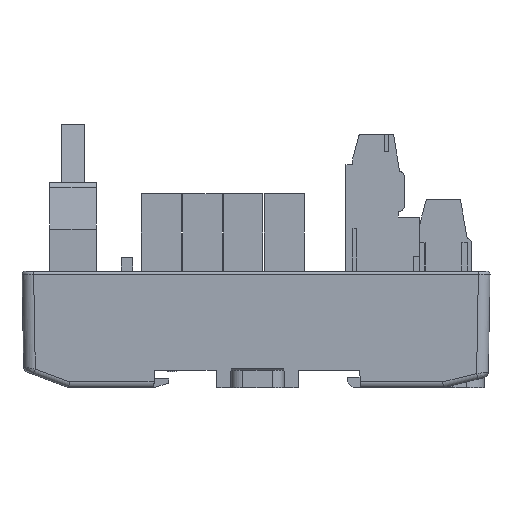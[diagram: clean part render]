
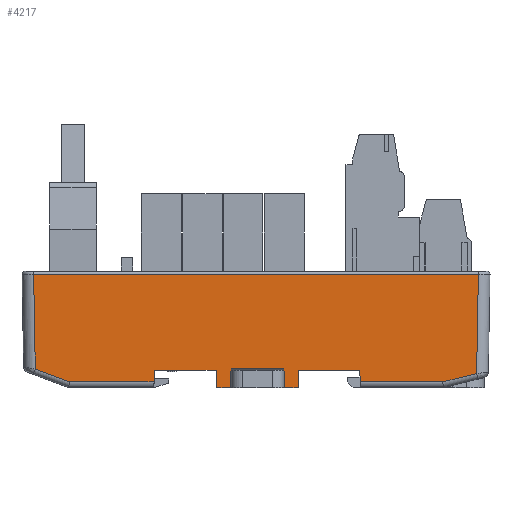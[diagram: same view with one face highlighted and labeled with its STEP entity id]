
A CAD part, front view. The second image highlights one B-rep face of the part: STEP entity #4217.
In plain terms, the highlighted planar face has unit normal (0, -1, -0.018).
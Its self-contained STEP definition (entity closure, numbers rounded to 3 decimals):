
#2466=FACE_OUTER_BOUND('',#8199,.T.);
#4217=ADVANCED_FACE('',(#2466),#6047,.T.);
#6047=PLANE('',#35856);
#8199=EDGE_LOOP('',(#10771,#10772,#10773,#10774,#10775,#10776,#10777,#10778,
#10779,#10780,#10781,#10782,#10783,#10784,#10785,#10786,#10787,#10788,#10789,
#10790));
#10771=ORIENTED_EDGE('',*,*,#23699,.T.);
#10772=ORIENTED_EDGE('',*,*,#23700,.T.);
#10773=ORIENTED_EDGE('',*,*,#23701,.T.);
#10774=ORIENTED_EDGE('',*,*,#23702,.T.);
#10775=ORIENTED_EDGE('',*,*,#23703,.T.);
#10776=ORIENTED_EDGE('',*,*,#23704,.F.);
#10777=ORIENTED_EDGE('',*,*,#23612,.F.);
#10778=ORIENTED_EDGE('',*,*,#23705,.F.);
#10779=ORIENTED_EDGE('',*,*,#23706,.F.);
#10780=ORIENTED_EDGE('',*,*,#23707,.T.);
#10781=ORIENTED_EDGE('',*,*,#23708,.T.);
#10782=ORIENTED_EDGE('',*,*,#23709,.F.);
#10783=ORIENTED_EDGE('',*,*,#23710,.T.);
#10784=ORIENTED_EDGE('',*,*,#23666,.T.);
#10785=ORIENTED_EDGE('',*,*,#23711,.F.);
#10786=ORIENTED_EDGE('',*,*,#23712,.T.);
#10787=ORIENTED_EDGE('',*,*,#23602,.F.);
#10788=ORIENTED_EDGE('',*,*,#23713,.F.);
#10789=ORIENTED_EDGE('',*,*,#23714,.T.);
#10790=ORIENTED_EDGE('',*,*,#23715,.T.);
#20318=VERTEX_POINT('',#47663);
#20319=VERTEX_POINT('',#47665);
#20328=VERTEX_POINT('',#47683);
#20329=VERTEX_POINT('',#47685);
#20377=VERTEX_POINT('',#47802);
#20378=VERTEX_POINT('',#47804);
#20403=VERTEX_POINT('',#47880);
#20404=VERTEX_POINT('',#47881);
#20405=VERTEX_POINT('',#47883);
#20406=VERTEX_POINT('',#47885);
#20407=VERTEX_POINT('',#47887);
#20408=VERTEX_POINT('',#47889);
#20409=VERTEX_POINT('',#47892);
#20410=VERTEX_POINT('',#47894);
#20411=VERTEX_POINT('',#47896);
#20412=VERTEX_POINT('',#47898);
#20413=VERTEX_POINT('',#47900);
#20414=VERTEX_POINT('',#47903);
#20415=VERTEX_POINT('',#47906);
#20416=VERTEX_POINT('',#47908);
#23602=EDGE_CURVE('',#20318,#20319,#28471,.T.);
#23612=EDGE_CURVE('',#20328,#20329,#28479,.T.);
#23666=EDGE_CURVE('',#20378,#20377,#28527,.T.);
#23699=EDGE_CURVE('',#20403,#20404,#28556,.T.);
#23700=EDGE_CURVE('',#20404,#20405,#28557,.T.);
#23701=EDGE_CURVE('',#20405,#20406,#28558,.T.);
#23702=EDGE_CURVE('',#20406,#20407,#28559,.T.);
#23703=EDGE_CURVE('',#20407,#20408,#28560,.T.);
#23704=EDGE_CURVE('',#20329,#20408,#28561,.T.);
#23705=EDGE_CURVE('',#20409,#20328,#28562,.T.);
#23706=EDGE_CURVE('',#20410,#20409,#28563,.T.);
#23707=EDGE_CURVE('',#20410,#20411,#28564,.T.);
#23708=EDGE_CURVE('',#20411,#20412,#28565,.T.);
#23709=EDGE_CURVE('',#20413,#20412,#28566,.T.);
#23710=EDGE_CURVE('',#20413,#20378,#28567,.T.);
#23711=EDGE_CURVE('',#20414,#20377,#28568,.T.);
#23712=EDGE_CURVE('',#20414,#20319,#28569,.T.);
#23713=EDGE_CURVE('',#20415,#20318,#28570,.T.);
#23714=EDGE_CURVE('',#20415,#20416,#28571,.T.);
#23715=EDGE_CURVE('',#20416,#20403,#28572,.T.);
#28471=LINE('',#47664,#32279);
#28479=LINE('',#47684,#32287);
#28527=LINE('',#47803,#32335);
#28556=LINE('',#47879,#32364);
#28557=LINE('',#47882,#32365);
#28558=LINE('',#47884,#32366);
#28559=LINE('',#47886,#32367);
#28560=LINE('',#47888,#32368);
#28561=LINE('',#47890,#32369);
#28562=LINE('',#47891,#32370);
#28563=LINE('',#47893,#32371);
#28564=LINE('',#47895,#32372);
#28565=LINE('',#47897,#32373);
#28566=LINE('',#47899,#32374);
#28567=LINE('',#47901,#32375);
#28568=LINE('',#47902,#32376);
#28569=LINE('',#47904,#32377);
#28570=LINE('',#47905,#32378);
#28571=LINE('',#47907,#32379);
#28572=LINE('',#47909,#32380);
#32279=VECTOR('',#38643,1.);
#32287=VECTOR('',#38655,1.);
#32335=VECTOR('',#38731,1.);
#32364=VECTOR('',#38772,1.);
#32365=VECTOR('',#38773,1.);
#32366=VECTOR('',#38774,1.);
#32367=VECTOR('',#38775,1.);
#32368=VECTOR('',#38776,1.);
#32369=VECTOR('',#38777,1.);
#32370=VECTOR('',#38778,1.);
#32371=VECTOR('',#38779,1.);
#32372=VECTOR('',#38780,1.);
#32373=VECTOR('',#38781,1.);
#32374=VECTOR('',#38782,1.);
#32375=VECTOR('',#38783,1.);
#32376=VECTOR('',#38784,1.);
#32377=VECTOR('',#38785,1.);
#32378=VECTOR('',#38786,1.);
#32379=VECTOR('',#38787,1.);
#32380=VECTOR('',#38788,1.);
#35856=AXIS2_PLACEMENT_3D('',#47910,#38789,#38790);
#38643=DIRECTION('',(-1.,0.,0.));
#38655=DIRECTION('',(-1.,0.,0.));
#38731=DIRECTION('',(0.035,0.017,-0.999));
#38772=DIRECTION('',(0.017,-0.017,1.));
#38773=DIRECTION('',(-1.,0.,0.));
#38774=DIRECTION('',(0.017,0.017,-1.));
#38775=DIRECTION('',(0.936,0.006,-0.351));
#38776=DIRECTION('',(1.,0.,0.));
#38777=DIRECTION('',(-0.017,0.017,-1.));
#38778=DIRECTION('',(-0.035,-0.017,0.999));
#38779=DIRECTION('',(-1.,0.,0.));
#38780=DIRECTION('',(0.035,-0.017,0.999));
#38781=DIRECTION('',(0.,-0.017,1.));
#38782=DIRECTION('',(-1.,0.,0.));
#38783=DIRECTION('',(0.,0.017,-1.));
#38784=DIRECTION('',(-1.,0.,0.));
#38785=DIRECTION('',(0.035,-0.017,0.999));
#38786=DIRECTION('',(-0.017,-0.017,1.));
#38787=DIRECTION('',(1.,0.,0.));
#38788=DIRECTION('',(0.97,-0.004,0.243));
#38789=DIRECTION('',(0.,-1.,-0.017));
#38790=DIRECTION('',(0.,-0.017,1.));
#47663=CARTESIAN_POINT('',(-140.508,316.539,-6.544));
#47664=CARTESIAN_POINT('',(-158.356,316.539,-6.544));
#47665=CARTESIAN_POINT('',(-150.994,316.539,-6.544));
#47683=CARTESIAN_POINT('',(-165.203,316.539,-6.544));
#47684=CARTESIAN_POINT('',(-158.356,316.539,-6.544));
#47685=CARTESIAN_POINT('',(-175.839,316.539,-6.544));
#47802=CARTESIAN_POINT('',(-153.444,316.591,-9.544));
#47803=CARTESIAN_POINT('',(-154.147,316.239,10.605));
#47804=CARTESIAN_POINT('',(-153.548,316.539,-6.544));
#47879=CARTESIAN_POINT('',(-120.146,316.241,10.491));
#47880=CARTESIAN_POINT('',(-120.454,316.549,-7.107));
#47881=CARTESIAN_POINT('',(-120.156,316.251,9.947));
#47882=CARTESIAN_POINT('',(-158.356,316.251,9.947));
#47883=CARTESIAN_POINT('',(-196.557,316.251,9.947));
#47884=CARTESIAN_POINT('',(-196.554,316.254,9.792));
#47885=CARTESIAN_POINT('',(-196.272,316.535,-6.354));
#47886=CARTESIAN_POINT('',(-168.561,316.717,-16.745));
#47887=CARTESIAN_POINT('',(-190.384,316.574,-8.562));
#47888=CARTESIAN_POINT('',(-158.356,316.574,-8.562));
#47889=CARTESIAN_POINT('',(-175.874,316.574,-8.562));
#47890=CARTESIAN_POINT('',(-175.537,316.237,10.758));
#47891=CARTESIAN_POINT('',(-165.788,316.246,10.199));
#47892=CARTESIAN_POINT('',(-165.098,316.591,-9.544));
#47893=CARTESIAN_POINT('',(-158.098,316.591,-9.544));
#47894=CARTESIAN_POINT('',(-162.753,316.591,-9.544));
#47895=CARTESIAN_POINT('',(-162.05,316.24,10.587));
#47896=CARTESIAN_POINT('',(-162.648,316.539,-6.544));
#47897=CARTESIAN_POINT('',(-162.648,316.242,10.458));
#47898=CARTESIAN_POINT('',(-162.648,316.534,-6.26));
#47899=CARTESIAN_POINT('',(-367.544,316.534,-6.26));
#47900=CARTESIAN_POINT('',(-153.548,316.534,-6.26));
#47901=CARTESIAN_POINT('',(-153.548,316.242,10.458));
#47902=CARTESIAN_POINT('',(-158.098,316.591,-9.544));
#47903=CARTESIAN_POINT('',(-151.098,316.591,-9.544));
#47904=CARTESIAN_POINT('',(-151.104,316.594,-9.719));
#47905=CARTESIAN_POINT('',(-140.497,316.55,-7.173));
#47906=CARTESIAN_POINT('',(-140.472,316.574,-8.562));
#47907=CARTESIAN_POINT('',(-158.356,316.574,-8.562));
#47908=CARTESIAN_POINT('',(-126.271,316.574,-8.562));
#47909=CARTESIAN_POINT('',(-151.992,316.686,-14.992));
#47910=CARTESIAN_POINT('',(-158.356,316.242,10.458));
